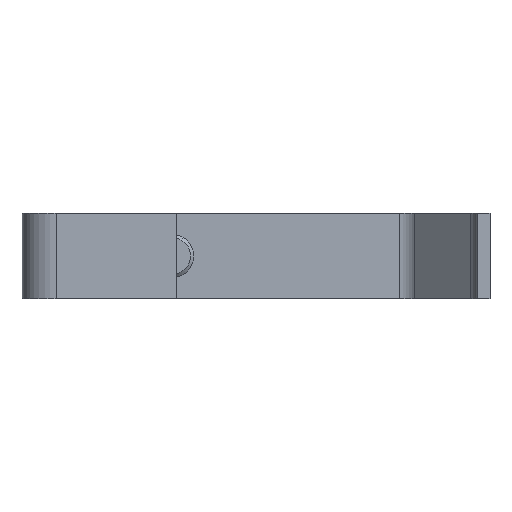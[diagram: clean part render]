
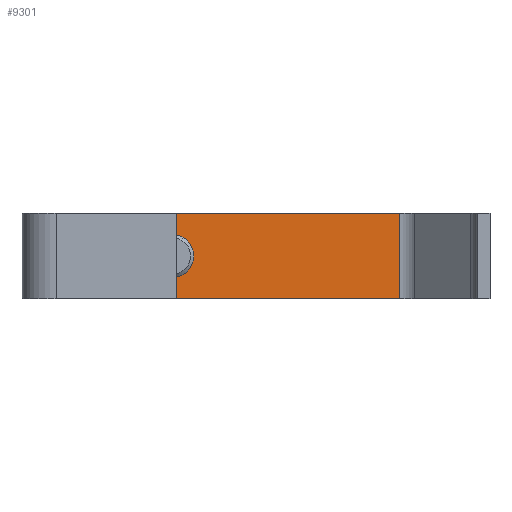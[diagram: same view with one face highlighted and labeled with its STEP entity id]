
A CAD part, left-side view. The second image highlights one B-rep face of the part: STEP entity #9301.
In plain terms, the highlighted planar face has unit normal (-1, 0, 0).
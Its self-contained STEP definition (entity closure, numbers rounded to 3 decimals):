
#456 = CARTESIAN_POINT ( 'NONE',  ( 26., 18.071, 10. ) ) ;
#637 = VERTEX_POINT ( 'NONE', #1743 ) ;
#742 = EDGE_CURVE ( 'NONE', #637, #6630, #11759, .T. ) ;
#1504 = EDGE_LOOP ( 'NONE', ( #2760, #7622, #1610, #9107 ) ) ;
#1610 = ORIENTED_EDGE ( 'NONE', *, *, #7781, .T. ) ;
#1743 = CARTESIAN_POINT ( 'NONE',  ( 26., 18.071, -10. ) ) ;
#1818 = VERTEX_POINT ( 'NONE', #4554 ) ;
#1870 = CARTESIAN_POINT ( 'NONE',  ( 26., 98., 10. ) ) ;
#1968 = VECTOR ( 'NONE', #10479, 1000. ) ;
#2297 = CARTESIAN_POINT ( 'NONE',  ( 26., 16., 10. ) ) ;
#2339 = CARTESIAN_POINT ( 'NONE',  ( 26., 98., -10. ) ) ;
#2483 = DIRECTION ( 'NONE',  ( 0., 0., 1. ) ) ;
#2746 = EDGE_CURVE ( 'NONE', #10301, #1818, #8346, .T. ) ;
#2760 = ORIENTED_EDGE ( 'NONE', *, *, #742, .F. ) ;
#3045 = VECTOR ( 'NONE', #9608, 1000. ) ;
#3160 = AXIS2_PLACEMENT_3D ( 'NONE', #5264, #7076, #9672 ) ;
#3163 = PLANE ( 'NONE',  #9655 ) ;
#3748 = EDGE_CURVE ( 'NONE', #5821, #6630, #9026, .T. ) ;
#4063 = CARTESIAN_POINT ( 'NONE',  ( 26., 16., 10. ) ) ;
#4265 = EDGE_CURVE ( 'NONE', #1818, #10301, #10579, .T. ) ;
#4469 = DIRECTION ( 'NONE',  ( -1., 0., 0. ) ) ;
#4554 = CARTESIAN_POINT ( 'NONE',  ( 26., 71., -4.25 ) ) ;
#4789 = ORIENTED_EDGE ( 'NONE', *, *, #4265, .F. ) ;
#4836 = CARTESIAN_POINT ( 'NONE',  ( 26., 16., -10. ) ) ;
#5145 = CARTESIAN_POINT ( 'NONE',  ( 26., 18.071, -10. ) ) ;
#5191 = LINE ( 'NONE', #5145, #3045 ) ;
#5260 = CARTESIAN_POINT ( 'NONE',  ( 26., 71., 0. ) ) ;
#5264 = CARTESIAN_POINT ( 'NONE',  ( 26., 71., 0. ) ) ;
#5657 = EDGE_CURVE ( 'NONE', #637, #8350, #5191, .T. ) ;
#5758 = DIRECTION ( 'NONE',  ( 0., 1., 0. ) ) ;
#5821 = VERTEX_POINT ( 'NONE', #1870 ) ;
#6207 = CARTESIAN_POINT ( 'NONE',  ( 26., 98., 10. ) ) ;
#6630 = VERTEX_POINT ( 'NONE', #2339 ) ;
#6665 = VECTOR ( 'NONE', #9225, 1000. ) ;
#6694 = VECTOR ( 'NONE', #5758, 1000. ) ;
#6811 = FACE_OUTER_BOUND ( 'NONE', #1504, .T. ) ;
#6953 = LINE ( 'NONE', #4063, #1968 ) ;
#7076 = DIRECTION ( 'NONE',  ( -1., 0., 0. ) ) ;
#7622 = ORIENTED_EDGE ( 'NONE', *, *, #5657, .T. ) ;
#7781 = EDGE_CURVE ( 'NONE', #8350, #5821, #6953, .T. ) ;
#8043 = DIRECTION ( 'NONE',  ( 0., 0., 1. ) ) ;
#8346 = CIRCLE ( 'NONE', #11731, 4.25 ) ;
#8350 = VERTEX_POINT ( 'NONE', #456 ) ;
#8982 = ORIENTED_EDGE ( 'NONE', *, *, #2746, .F. ) ;
#9026 = LINE ( 'NONE', #6207, #6665 ) ;
#9107 = ORIENTED_EDGE ( 'NONE', *, *, #3748, .T. ) ;
#9225 = DIRECTION ( 'NONE',  ( 0., 0., -1. ) ) ;
#9301 = ADVANCED_FACE ( 'NONE', ( #10469, #6811 ), #3163, .T. ) ;
#9608 = DIRECTION ( 'NONE',  ( 0., 0., 1. ) ) ;
#9655 = AXIS2_PLACEMENT_3D ( 'NONE', #2297, #9753, #2483 ) ;
#9672 = DIRECTION ( 'NONE',  ( 0., 0., 1. ) ) ;
#9753 = DIRECTION ( 'NONE',  ( -1., 0., 0. ) ) ;
#9902 = EDGE_LOOP ( 'NONE', ( #4789, #8982 ) ) ;
#10301 = VERTEX_POINT ( 'NONE', #11164 ) ;
#10469 = FACE_BOUND ( 'NONE', #9902, .T. ) ;
#10479 = DIRECTION ( 'NONE',  ( 0., 1., 0. ) ) ;
#10579 = CIRCLE ( 'NONE', #3160, 4.25 ) ;
#11164 = CARTESIAN_POINT ( 'NONE',  ( 26., 71., 4.25 ) ) ;
#11731 = AXIS2_PLACEMENT_3D ( 'NONE', #5260, #4469, #8043 ) ;
#11759 = LINE ( 'NONE', #4836, #6694 ) ;
